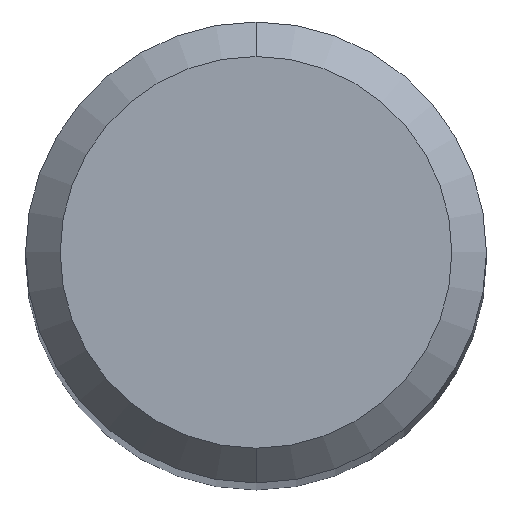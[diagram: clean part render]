
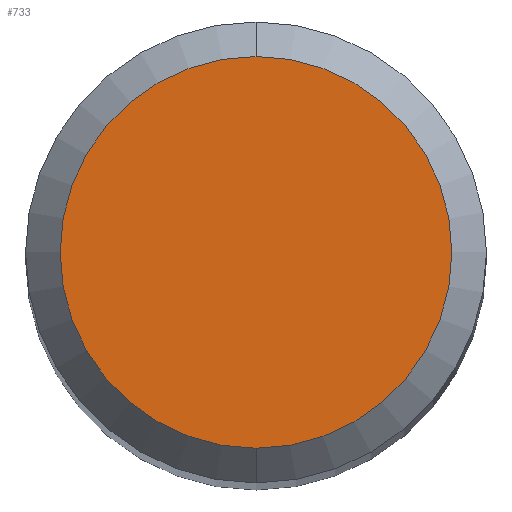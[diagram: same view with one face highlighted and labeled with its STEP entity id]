
A CAD part, top view. The second image highlights one B-rep face of the part: STEP entity #733.
In plain terms, the highlighted planar face has unit normal (0, 0, 1).
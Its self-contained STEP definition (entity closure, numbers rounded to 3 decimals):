
#551=VERTEX_POINT('',#1234);
#627=VERTEX_POINT('',#1314);
#659=EDGE_CURVE('',#627,#551,#1346,.T.);
#733=ADVANCED_FACE('',(#1430),#1431,.T.);
#901=EDGE_CURVE('',#551,#627,#1608,.T.);
#1234=CARTESIAN_POINT('',(0.0,1.7,0.0));
#1314=CARTESIAN_POINT('',(0.,-1.7,0.0));
#1346=CIRCLE('',#2838,1.7);
#1430=FACE_OUTER_BOUND('',#3111,.T.);
#1431=PLANE('',#3112);
#1608=CIRCLE('',#3913,1.7);
#2838=AXIS2_PLACEMENT_3D('',#4889,#4890,#4891);
#3111=EDGE_LOOP('',(#4993,#4994));
#3112=AXIS2_PLACEMENT_3D('',#4995,#4996,#4997);
#3913=AXIS2_PLACEMENT_3D('',#5134,#5135,#5136);
#4889=CARTESIAN_POINT('',(0.0,0.0,0.0));
#4890=DIRECTION('',(0.0,0.0,-1.0));
#4891=DIRECTION('',(0.0,1.0,0.0));
#4993=ORIENTED_EDGE('',*,*,#901,.F.);
#4994=ORIENTED_EDGE('',*,*,#659,.F.);
#4995=CARTESIAN_POINT('',(0.0,0.85,0.0));
#4996=DIRECTION('',(-0.0,0.0,1.0));
#4997=DIRECTION('',(0.0,-1.0,0.0));
#5134=CARTESIAN_POINT('',(0.0,0.0,0.0));
#5135=DIRECTION('',(0.0,0.0,-1.0));
#5136=DIRECTION('',(0.0,1.0,0.0));
